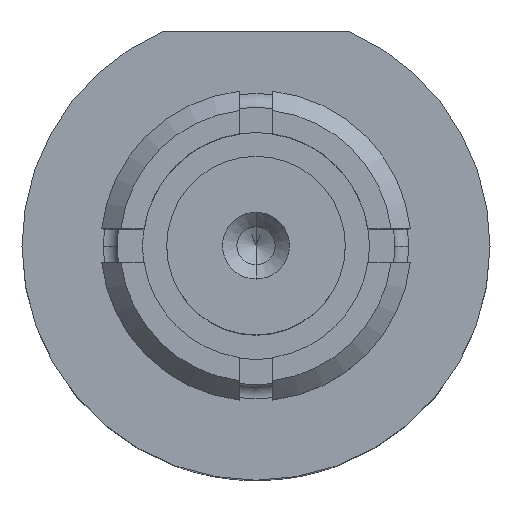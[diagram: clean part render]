
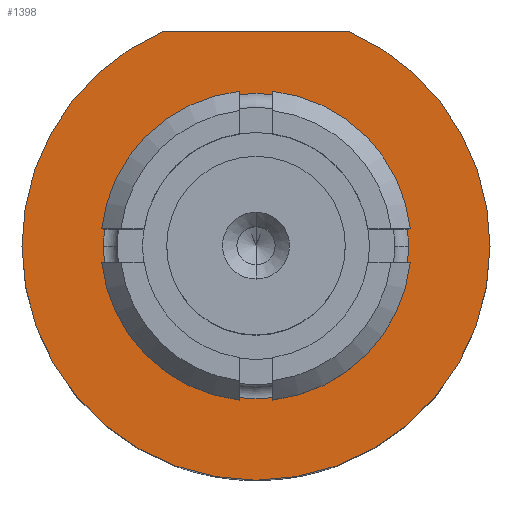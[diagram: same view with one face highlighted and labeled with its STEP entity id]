
A CAD part, top view. The second image highlights one B-rep face of the part: STEP entity #1398.
In plain terms, the highlighted planar face has unit normal (0, 0, 1).
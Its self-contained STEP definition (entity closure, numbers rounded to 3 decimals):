
#27 = EDGE_LOOP ( 'NONE', ( #861, #1502, #263, #900 ) ) ;
#39 = PLANE ( 'NONE',  #2376 ) ;
#49 = AXIS2_PLACEMENT_3D ( 'NONE', #1212, #2099, #1565 ) ;
#142 = CARTESIAN_POINT ( 'NONE',  ( 0., 2.25, 1.625 ) ) ;
#223 = VERTEX_POINT ( 'NONE', #863 ) ;
#263 = ORIENTED_EDGE ( 'NONE', *, *, #1215, .T. ) ;
#383 = CARTESIAN_POINT ( 'NONE',  ( 0., 0., 1.625 ) ) ;
#449 = CARTESIAN_POINT ( 'NONE',  ( 2.45, 0., 1.625 ) ) ;
#521 = VERTEX_POINT ( 'NONE', #2296 ) ;
#561 = DIRECTION ( 'NONE',  ( 0., 0., 1. ) ) ;
#601 = CARTESIAN_POINT ( 'NONE',  ( 1.6, 0., 1.625 ) ) ;
#637 = EDGE_CURVE ( 'NONE', #1746, #223, #1988, .T. ) ;
#738 = EDGE_CURVE ( 'NONE', #1746, #764, #923, .T. ) ;
#764 = VERTEX_POINT ( 'NONE', #2023 ) ;
#777 = AXIS2_PLACEMENT_3D ( 'NONE', #1086, #1458, #1838 ) ;
#861 = ORIENTED_EDGE ( 'NONE', *, *, #637, .F. ) ;
#863 = CARTESIAN_POINT ( 'NONE',  ( 0.97, 2.25, 1.625 ) ) ;
#900 = ORIENTED_EDGE ( 'NONE', *, *, #2020, .T. ) ;
#923 = CIRCLE ( 'NONE', #2054, 2.45 ) ;
#1016 = VECTOR ( 'NONE', #2017, 1000. ) ;
#1086 = CARTESIAN_POINT ( 'NONE',  ( 0., 0., 1.625 ) ) ;
#1106 = DIRECTION ( 'NONE',  ( 0., 0., 1. ) ) ;
#1160 = CIRCLE ( 'NONE', #1589, 2.45 ) ;
#1168 = AXIS2_PLACEMENT_3D ( 'NONE', #383, #2375, #1677 ) ;
#1212 = CARTESIAN_POINT ( 'NONE',  ( 0., 0., 1.625 ) ) ;
#1215 = EDGE_CURVE ( 'NONE', #764, #1621, #1638, .T. ) ;
#1262 = CARTESIAN_POINT ( 'NONE',  ( -0.97, 2.25, 1.625 ) ) ;
#1293 = CARTESIAN_POINT ( 'NONE',  ( 0., 0., 1.625 ) ) ;
#1371 = DIRECTION ( 'NONE',  ( 1., 0., 0. ) ) ;
#1398 = ADVANCED_FACE ( 'NONE', ( #1959, #2161 ), #39, .T. ) ;
#1444 = EDGE_LOOP ( 'NONE', ( #1789, #2319 ) ) ;
#1458 = DIRECTION ( 'NONE',  ( 0., 0., 1. ) ) ;
#1502 = ORIENTED_EDGE ( 'NONE', *, *, #738, .T. ) ;
#1545 = VERTEX_POINT ( 'NONE', #601 ) ;
#1565 = DIRECTION ( 'NONE',  ( 1., 0., 0. ) ) ;
#1589 = AXIS2_PLACEMENT_3D ( 'NONE', #1605, #1757, #2320 ) ;
#1605 = CARTESIAN_POINT ( 'NONE',  ( 0., 0., 1.625 ) ) ;
#1621 = VERTEX_POINT ( 'NONE', #449 ) ;
#1638 = CIRCLE ( 'NONE', #777, 2.45 ) ;
#1677 = DIRECTION ( 'NONE',  ( 1., 0., 0. ) ) ;
#1686 = CIRCLE ( 'NONE', #49, 1.6 ) ;
#1743 = CIRCLE ( 'NONE', #1168, 1.6 ) ;
#1746 = VERTEX_POINT ( 'NONE', #1262 ) ;
#1757 = DIRECTION ( 'NONE',  ( 0., 0., 1. ) ) ;
#1789 = ORIENTED_EDGE ( 'NONE', *, *, #2365, .T. ) ;
#1819 = CARTESIAN_POINT ( 'NONE',  ( 0., 0., 1.625 ) ) ;
#1838 = DIRECTION ( 'NONE',  ( 1., 0., 0. ) ) ;
#1959 = FACE_OUTER_BOUND ( 'NONE', #27, .T. ) ;
#1988 = LINE ( 'NONE', #142, #1016 ) ;
#2017 = DIRECTION ( 'NONE',  ( 1., 0., 0. ) ) ;
#2020 = EDGE_CURVE ( 'NONE', #1621, #223, #1160, .T. ) ;
#2023 = CARTESIAN_POINT ( 'NONE',  ( -2.45, 0., 1.625 ) ) ;
#2030 = DIRECTION ( 'NONE',  ( 1., 0., 0. ) ) ;
#2054 = AXIS2_PLACEMENT_3D ( 'NONE', #1293, #561, #2030 ) ;
#2099 = DIRECTION ( 'NONE',  ( 0., 0., -1. ) ) ;
#2135 = EDGE_CURVE ( 'NONE', #521, #1545, #1743, .T. ) ;
#2161 = FACE_BOUND ( 'NONE', #1444, .T. ) ;
#2296 = CARTESIAN_POINT ( 'NONE',  ( -1.6, 0., 1.625 ) ) ;
#2319 = ORIENTED_EDGE ( 'NONE', *, *, #2135, .T. ) ;
#2320 = DIRECTION ( 'NONE',  ( 1., 0., 0. ) ) ;
#2365 = EDGE_CURVE ( 'NONE', #1545, #521, #1686, .T. ) ;
#2375 = DIRECTION ( 'NONE',  ( 0., 0., -1. ) ) ;
#2376 = AXIS2_PLACEMENT_3D ( 'NONE', #1819, #1106, #1371 ) ;
